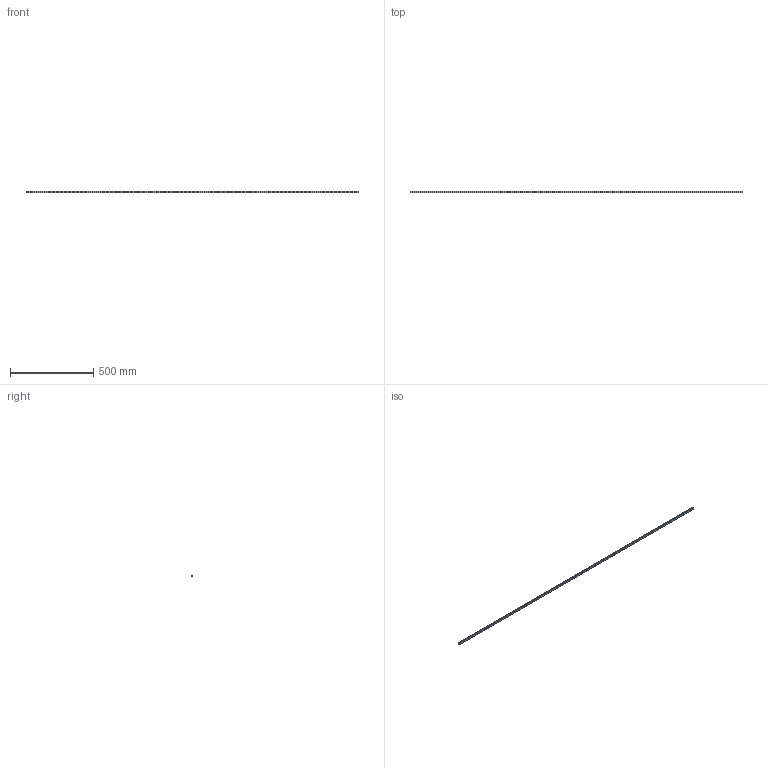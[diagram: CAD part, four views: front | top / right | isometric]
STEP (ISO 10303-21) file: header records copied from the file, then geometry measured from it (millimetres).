
FILE_DESCRIPTION(/* description */ ('STEP AP214'),/* implementation_level */ '2;1');
FILE_NAME(/* name */ 'SRS12-2000LM(GK) RAIL(12.5)',/* time_stamp */ '2023-02-06T13:02:58+01:00',/* author */ ('License CC BY-ND 4.0'),/* organization */ ('CADENAS'),/* preprocessor_version */ 'ST-DEVELOPER v18.102',/* originating_system */ 'PARTsolutions',/* authorisation */ ' ');
FILE_SCHEMA (('AUTOMOTIVE_DESIGN {1 0 10303 214 3 1 1}'));
Length unit declared in the file: millimetre
Products named in the file (1): SRS12-2000LM(GK) RAIL(12.5)
Bounding box: 2000 x 7.5 x 12 mm (x, y, z)
Volume: 162321.3 mm3; surface area: 86214.8 mm2
Topology: 1 solids, 1 shells, 258 faces, 528 edges, 352 vertices
Faces by surface type: cylinder 166, plane 92
Full cylindrical faces by diameter (mm): 3.5 x80, 6 x80
Entity records: 6514 total; most frequent: DIRECTION 1218, CARTESIAN_POINT 979, ORIENTED_EDGE 736, EDGE_LOOP 658, FACE_BOUND 658, AXIS2_PLACEMENT_3D 591, EDGE_CURVE 368, VERTEX_POINT 352
